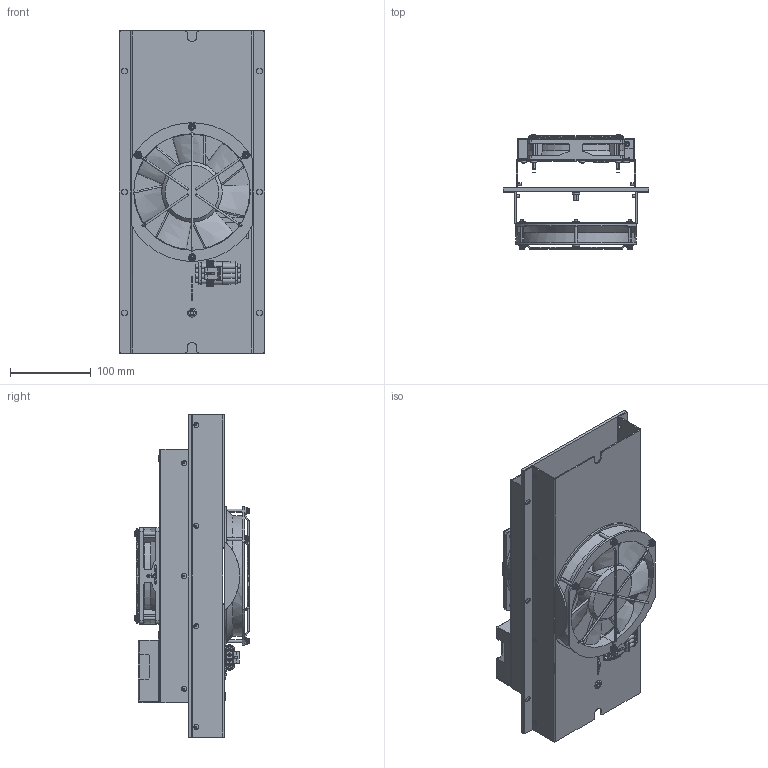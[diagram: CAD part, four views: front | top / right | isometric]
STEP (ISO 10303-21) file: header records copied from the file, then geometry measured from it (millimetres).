
FILE_DESCRIPTION((''),'2;1');
FILE_NAME('HET200PC-B_1_ASM','2016-02-26T',('JERRY1110.YANG'),(''),'PRO/ENGINEER BY PARAMETRIC TECHNOLOGY CORPORATION, 2012200','PRO/ENGINEER BY PARAMETRIC TECHNOLOGY CORPORATION, 2012200','');
FILE_SCHEMA(('CONFIG_CONTROL_DESIGN'));
Products named in the file (54): ___G4_1_; ___G7; ___X6; ___G4_2_; ___X4-9069; FANGUARD_3462494900__DEFAULT_ASM; ____1; NONE; _J___ASM; _P__; HU_LANE_WATERPROOF_CONN_ASM; SCREW_L40_R0_X0; HET200PB_HS1_C0_X0_ASM; SCREW-PAN-SUS-M4__S_P__31023835; BARCODE; K_Y_TW-73_; ____-____4; ___G2; ___X4-8970; K_Y_SQB-1__ASM; SCREW_GROUNDING; ___U___S___C1_1_-7907; ___U___S___C1_2_-8121; ____-____1-8282; CHASSIS_SCREW_R0_X0_ASM; NUT_PEM-S__M4-2; HET200PB_CHASSIS_R0_X0; NUT_PEM-S__M3-0; HET200PB_CHASSIS_C0_X0_ASM; ____-____1-9005; ___U___S___C1; HET200PC_FRAME_SCREW_R0_X0_ASM; FRAME_1225; THB1248B_1225__ASM; COVER2_R0_X0; HET200PB_FRAME_C0_X0_ASM; 172-150-25_4_FAN; P-COVERX01; KY__GM-2_; ____-____1-8387 ...
Assembly tree (70 placements, depth 5):
  HET200PC-B_1_ASM
    ASM0002_ASM
      FANGUARD_3462494900__DEFAULT_ASM
        ___G4_1_
        ___G7
        ___X6
        ___G4_2_
        ___X4-9069
      HU_LANE_WATERPROOF_CONN_ASM
        _J___ASM
          ____1
          NONE
        _P__
      SCREW_L40_R0_X0
      HET200PB_HS1_C0_X0_ASM
      SCREW-PAN-SUS-M4__S_P__31023835  x4
      BARCODE
      K_Y_TW-73_
      HET200PB_CHASSIS_C0_X0_ASM
        K_Y_SQB-1__ASM
          ____-____4
          ___G2
          ___X4-8970
        SCREW_GROUNDING
        CHASSIS_SCREW_R0_X0_ASM  x2
          ___U___S___C1_1_-7907
          ___U___S___C1_2_-8121
          ____-____1-8282
        NUT_PEM-S__M4-2  x5
        HET200PB_CHASSIS_R0_X0
        NUT_PEM-S__M3-0  x2
      HET200PC_FRAME_SCREW_R0_X0_ASM
        ____-____1-9005
        ___U___S___C1
      THB1248B_1225__ASM
        FRAME_1225
      HET200PB_FRAME_C0_X0_ASM
        NUT_PEM-S__M3-0  x3
        COVER2_R0_X0
      172-150-25_4_FAN
      P-COVERX01
      KY__GM-2_
      COVER_M3_SCREW_R0_X0_ASM
        ____-____1-8387
        _______S___C1_1_
        _______S___C1_2_
      HET200PB_COVER_C0_X0_ASM
        COVER_M3_SIDE_SCREW_R0_X0_ASM  x2
          ____-____1-7911
          ___U___S___C1_3_
          ___U___S___C1_1_-8952
          ___U___S___C1_2_-9023
        HET200PB_COVER_R0_X0
        NUT_PEM-S__M4-2  x4
      LABEL
      HET200PB_FOAM_R0_X0
Bounding box: 181 x 143.23 x 400 mm (x, y, z)
Volume: 583122.2 mm3; surface area: 649333.9 mm2
Topology: 58 solids, 101 shells, 3476 faces, 9803 edges, 6652 vertices
Faces by surface type: plane 2163, cylinder 802, bspline 187, torus 168, cone 147, extrusion 9
Entity records: 158145 total; most frequent: CARTESIAN_POINT 76083, ORIENTED_EDGE 17481, DIRECTION 15712, EDGE_CURVE 8946, VERTEX_POINT 6102, VECTOR 5524, LINE 5515, AXIS2_PLACEMENT_3D 5094
